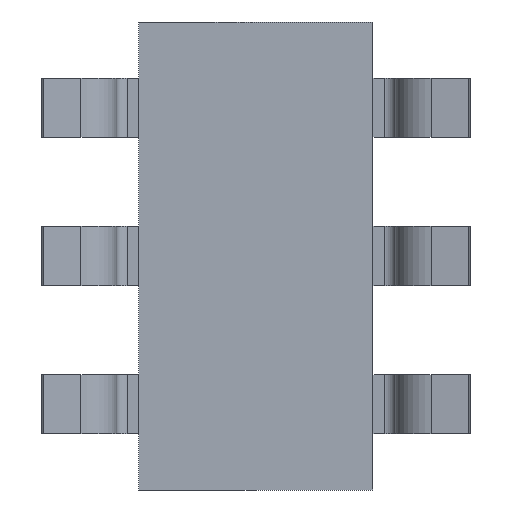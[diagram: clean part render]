
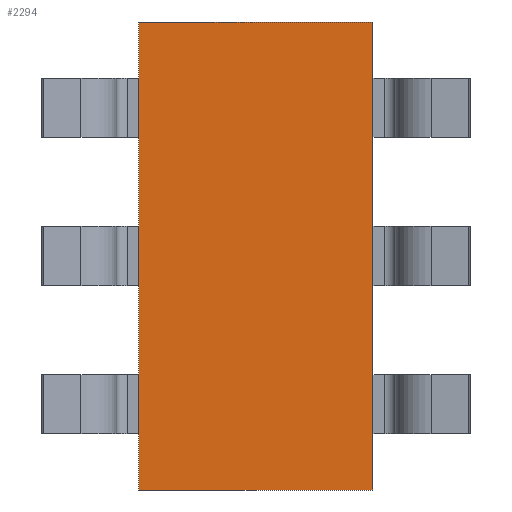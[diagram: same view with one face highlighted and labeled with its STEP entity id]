
A CAD part, front view. The second image highlights one B-rep face of the part: STEP entity #2294.
In plain terms, the highlighted planar face has unit normal (0, -1, 0).
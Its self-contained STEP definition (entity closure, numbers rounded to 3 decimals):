
#46 = VERTEX_POINT ( 'NONE', #1084 ) ;
#67 = LINE ( 'NONE', #553, #2021 ) ;
#69 = DIRECTION ( 'NONE',  ( 0., 0., 1. ) ) ;
#168 = EDGE_CURVE ( 'NONE', #2859, #576, #795, .T. ) ;
#359 = CARTESIAN_POINT ( 'NONE',  ( 0.75, 0.1, 1.5 ) ) ;
#424 = DIRECTION ( 'NONE',  ( -1., 0., 0. ) ) ;
#509 = CARTESIAN_POINT ( 'NONE',  ( 0.75, 0.1, -1.5 ) ) ;
#539 = VECTOR ( 'NONE', #2528, 1000. ) ;
#553 = CARTESIAN_POINT ( 'NONE',  ( 0.75, 0.1, 1.5 ) ) ;
#570 = AXIS2_PLACEMENT_3D ( 'NONE', #2633, #2401, #69 ) ;
#576 = VERTEX_POINT ( 'NONE', #2951 ) ;
#740 = EDGE_CURVE ( 'NONE', #46, #2859, #2815, .T. ) ;
#765 = CARTESIAN_POINT ( 'NONE',  ( 0.75, 0.1, 1.5 ) ) ;
#791 = VECTOR ( 'NONE', #424, 1000. ) ;
#795 = LINE ( 'NONE', #1137, #539 ) ;
#981 = DIRECTION ( 'NONE',  ( 1., 0., 0. ) ) ;
#1032 = DIRECTION ( 'NONE',  ( 0., 0., -1. ) ) ;
#1084 = CARTESIAN_POINT ( 'NONE',  ( 0.75, 0.1, -1.5 ) ) ;
#1137 = CARTESIAN_POINT ( 'NONE',  ( -0.75, 0.1, 1.5 ) ) ;
#1204 = CARTESIAN_POINT ( 'NONE',  ( -0.75, 0.1, -1.5 ) ) ;
#1220 = PLANE ( 'NONE',  #570 ) ;
#1369 = VECTOR ( 'NONE', #981, 1000. ) ;
#1422 = EDGE_CURVE ( 'NONE', #1996, #46, #67, .T. ) ;
#1505 = ORIENTED_EDGE ( 'NONE', *, *, #168, .F. ) ;
#1537 = EDGE_CURVE ( 'NONE', #576, #1996, #2846, .T. ) ;
#1675 = EDGE_LOOP ( 'NONE', ( #1505, #1964, #2051, #2272 ) ) ;
#1964 = ORIENTED_EDGE ( 'NONE', *, *, #740, .F. ) ;
#1996 = VERTEX_POINT ( 'NONE', #359 ) ;
#2021 = VECTOR ( 'NONE', #1032, 1000. ) ;
#2051 = ORIENTED_EDGE ( 'NONE', *, *, #1422, .F. ) ;
#2272 = ORIENTED_EDGE ( 'NONE', *, *, #1537, .F. ) ;
#2294 = ADVANCED_FACE ( 'NONE', ( #2483 ), #1220, .F. ) ;
#2401 = DIRECTION ( 'NONE',  ( 0., 1., 0. ) ) ;
#2483 = FACE_OUTER_BOUND ( 'NONE', #1675, .T. ) ;
#2528 = DIRECTION ( 'NONE',  ( 0., 0., 1. ) ) ;
#2633 = CARTESIAN_POINT ( 'NONE',  ( 0., 0.1, 0. ) ) ;
#2815 = LINE ( 'NONE', #509, #791 ) ;
#2846 = LINE ( 'NONE', #765, #1369 ) ;
#2859 = VERTEX_POINT ( 'NONE', #1204 ) ;
#2951 = CARTESIAN_POINT ( 'NONE',  ( -0.75, 0.1, 1.5 ) ) ;
